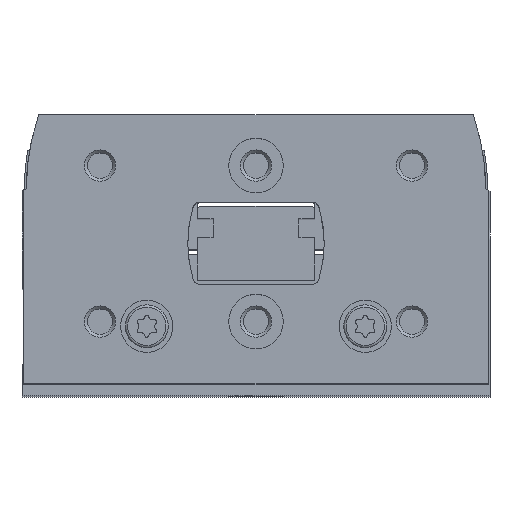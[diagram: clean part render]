
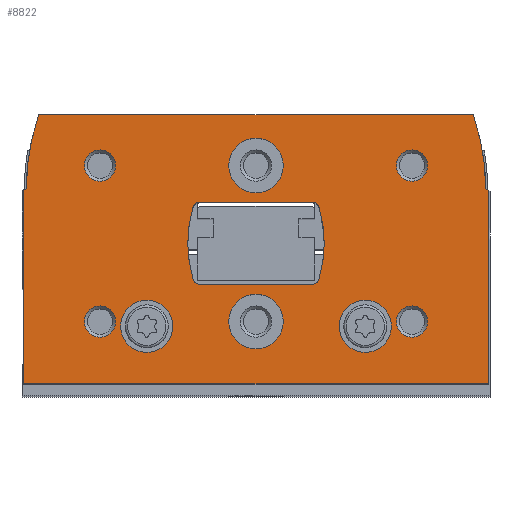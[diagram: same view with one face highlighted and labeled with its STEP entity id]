
A CAD part, top view. The second image highlights one B-rep face of the part: STEP entity #8822.
In plain terms, the highlighted planar face has unit normal (0, 0, 1).
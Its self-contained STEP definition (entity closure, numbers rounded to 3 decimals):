
#405=LINE('',#13670,#891);
#410=LINE('',#13680,#896);
#428=LINE('',#13726,#914);
#434=LINE('',#13738,#920);
#448=LINE('',#13811,#934);
#450=LINE('',#13814,#936);
#451=LINE('',#13846,#937);
#452=LINE('',#13866,#938);
#891=VECTOR('',#11227,1000.);
#896=VECTOR('',#11234,1000.);
#914=VECTOR('',#11270,1000.);
#920=VECTOR('',#11280,1000.);
#934=VECTOR('',#11336,1000.);
#936=VECTOR('',#11340,1000.);
#937=VECTOR('',#11373,1000.);
#938=VECTOR('',#11394,1000.);
#1193=PLANE('',#9579);
#2338=ORIENTED_EDGE('',*,*,#3897,.F.);
#2339=ORIENTED_EDGE('',*,*,#3898,.F.);
#2340=ORIENTED_EDGE('',*,*,#3899,.T.);
#2341=ORIENTED_EDGE('',*,*,#3900,.T.);
#2342=ORIENTED_EDGE('',*,*,#3901,.T.);
#2343=ORIENTED_EDGE('',*,*,#3902,.T.);
#2344=ORIENTED_EDGE('',*,*,#3903,.T.);
#2345=ORIENTED_EDGE('',*,*,#3904,.T.);
#2346=ORIENTED_EDGE('',*,*,#3859,.F.);
#2347=ORIENTED_EDGE('',*,*,#3878,.F.);
#2348=ORIENTED_EDGE('',*,*,#3871,.F.);
#2349=ORIENTED_EDGE('',*,*,#3868,.F.);
#2350=ORIENTED_EDGE('',*,*,#3905,.F.);
#2351=ORIENTED_EDGE('',*,*,#3906,.F.);
#2352=ORIENTED_EDGE('',*,*,#3907,.F.);
#2353=ORIENTED_EDGE('',*,*,#3862,.F.);
#2354=ORIENTED_EDGE('',*,*,#3846,.T.);
#2355=ORIENTED_EDGE('',*,*,#3840,.T.);
#2356=ORIENTED_EDGE('',*,*,#3880,.T.);
#2357=ORIENTED_EDGE('',*,*,#3811,.T.);
#2358=ORIENTED_EDGE('',*,*,#3816,.T.);
#2359=ORIENTED_EDGE('',*,*,#3820,.T.);
#2360=ORIENTED_EDGE('',*,*,#3896,.T.);
#2361=ORIENTED_EDGE('',*,*,#3852,.T.);
#3811=EDGE_CURVE('',#4691,#4690,#405,.T.);
#3816=EDGE_CURVE('',#4690,#4694,#410,.T.);
#3820=EDGE_CURVE('',#4694,#4696,#5246,.T.);
#3840=EDGE_CURVE('',#4711,#4713,#428,.T.);
#3846=EDGE_CURVE('',#4717,#4711,#434,.T.);
#3852=EDGE_CURVE('',#4722,#4717,#5252,.T.);
#3859=EDGE_CURVE('',#4726,#4727,#5255,.T.);
#3862=EDGE_CURVE('',#4727,#4728,#5256,.T.);
#3868=EDGE_CURVE('',#4732,#4733,#5259,.T.);
#3871=EDGE_CURVE('',#4733,#4735,#5260,.T.);
#3878=EDGE_CURVE('',#4735,#4726,#448,.T.);
#3880=EDGE_CURVE('',#4713,#4691,#450,.T.);
#3896=EDGE_CURVE('',#4696,#4722,#451,.T.);
#3897=EDGE_CURVE('',#4755,#4755,#5280,.T.);
#3898=EDGE_CURVE('',#4756,#4756,#5281,.T.);
#3899=EDGE_CURVE('',#4757,#4757,#5282,.T.);
#3900=EDGE_CURVE('',#4758,#4758,#5283,.T.);
#3901=EDGE_CURVE('',#4759,#4759,#5284,.T.);
#3902=EDGE_CURVE('',#4760,#4760,#5285,.T.);
#3903=EDGE_CURVE('',#4761,#4761,#5286,.T.);
#3904=EDGE_CURVE('',#4762,#4762,#5287,.T.);
#3905=EDGE_CURVE('',#4763,#4732,#5288,.T.);
#3906=EDGE_CURVE('',#4764,#4763,#452,.T.);
#3907=EDGE_CURVE('',#4728,#4764,#5289,.T.);
#4690=VERTEX_POINT('',#13669);
#4691=VERTEX_POINT('',#13671);
#4694=VERTEX_POINT('',#13679);
#4696=VERTEX_POINT('',#13686);
#4711=VERTEX_POINT('',#13720);
#4713=VERTEX_POINT('',#13725);
#4717=VERTEX_POINT('',#13736);
#4722=VERTEX_POINT('',#13751);
#4726=VERTEX_POINT('',#13765);
#4727=VERTEX_POINT('',#13767);
#4728=VERTEX_POINT('',#13775);
#4732=VERTEX_POINT('',#13788);
#4733=VERTEX_POINT('',#13790);
#4735=VERTEX_POINT('',#13799);
#4755=VERTEX_POINT('',#13849);
#4756=VERTEX_POINT('',#13851);
#4757=VERTEX_POINT('',#13853);
#4758=VERTEX_POINT('',#13855);
#4759=VERTEX_POINT('',#13857);
#4760=VERTEX_POINT('',#13859);
#4761=VERTEX_POINT('',#13861);
#4762=VERTEX_POINT('',#13863);
#4763=VERTEX_POINT('',#13865);
#4764=VERTEX_POINT('',#13867);
#5246=CIRCLE('',#9532,29.);
#5252=CIRCLE('',#9544,29.);
#5255=CIRCLE('',#9548,0.8);
#5256=CIRCLE('',#9550,16.);
#5259=CIRCLE('',#9554,16.);
#5260=CIRCLE('',#9556,0.8);
#5280=CIRCLE('',#9580,3.35);
#5281=CIRCLE('',#9581,3.35);
#5282=CIRCLE('',#9582,3.5);
#5283=CIRCLE('',#9583,3.5);
#5284=CIRCLE('',#9584,2.);
#5285=CIRCLE('',#9585,2.);
#5286=CIRCLE('',#9586,2.);
#5287=CIRCLE('',#9587,2.);
#5288=CIRCLE('',#9588,0.8);
#5289=CIRCLE('',#9589,0.8);
#5841=EDGE_LOOP('',(#2338));
#5842=EDGE_LOOP('',(#2339));
#5843=EDGE_LOOP('',(#2340));
#5844=EDGE_LOOP('',(#2341));
#5845=EDGE_LOOP('',(#2342));
#5846=EDGE_LOOP('',(#2343));
#5847=EDGE_LOOP('',(#2344));
#5848=EDGE_LOOP('',(#2345));
#5849=EDGE_LOOP('',(#2346,#2347,#2348,#2349,#2350,#2351,#2352,#2353));
#5850=EDGE_LOOP('',(#2354,#2355,#2356,#2357,#2358,#2359,#2360,#2361));
#6535=FACE_BOUND('',#5841,.T.);
#6536=FACE_BOUND('',#5842,.T.);
#6537=FACE_BOUND('',#5843,.T.);
#6538=FACE_BOUND('',#5844,.T.);
#6539=FACE_BOUND('',#5845,.T.);
#6540=FACE_BOUND('',#5846,.T.);
#6541=FACE_BOUND('',#5847,.T.);
#6542=FACE_BOUND('',#5848,.T.);
#6543=FACE_BOUND('',#5849,.T.);
#6544=FACE_BOUND('',#5850,.T.);
#8822=ADVANCED_FACE('',(#6535,#6536,#6537,#6538,#6539,#6540,#6541,#6542,
#6543,#6544),#1193,.T.);
#9532=AXIS2_PLACEMENT_3D('',#13687,#11241,#11242);
#9544=AXIS2_PLACEMENT_3D('',#13750,#11291,#11292);
#9548=AXIS2_PLACEMENT_3D('',#13766,#11302,#11303);
#9550=AXIS2_PLACEMENT_3D('',#13774,#11307,#11308);
#9554=AXIS2_PLACEMENT_3D('',#13789,#11317,#11318);
#9556=AXIS2_PLACEMENT_3D('',#13798,#11322,#11323);
#9579=AXIS2_PLACEMENT_3D('',#13847,#11374,#11375);
#9580=AXIS2_PLACEMENT_3D('',#13848,#11376,#11377);
#9581=AXIS2_PLACEMENT_3D('',#13850,#11378,#11379);
#9582=AXIS2_PLACEMENT_3D('',#13852,#11380,#11381);
#9583=AXIS2_PLACEMENT_3D('',#13854,#11382,#11383);
#9584=AXIS2_PLACEMENT_3D('',#13856,#11384,#11385);
#9585=AXIS2_PLACEMENT_3D('',#13858,#11386,#11387);
#9586=AXIS2_PLACEMENT_3D('',#13860,#11388,#11389);
#9587=AXIS2_PLACEMENT_3D('',#13862,#11390,#11391);
#9588=AXIS2_PLACEMENT_3D('',#13864,#11392,#11393);
#9589=AXIS2_PLACEMENT_3D('',#13868,#11395,#11396);
#11227=DIRECTION('',(0.,1.,0.));
#11234=DIRECTION('',(-0.866,0.5,0.));
#11241=DIRECTION('',(0.,0.,1.));
#11242=DIRECTION('',(1.,0.,0.));
#11270=DIRECTION('',(0.,-1.,0.));
#11280=DIRECTION('',(-0.866,-0.5,0.));
#11291=DIRECTION('',(0.,0.,1.));
#11292=DIRECTION('',(1.,0.,0.));
#11302=DIRECTION('',(0.,0.,1.));
#11303=DIRECTION('',(1.,0.,0.));
#11307=DIRECTION('',(0.,0.,1.));
#11308=DIRECTION('',(1.,0.,0.));
#11317=DIRECTION('',(0.,0.,1.));
#11318=DIRECTION('',(1.,0.,0.));
#11322=DIRECTION('',(0.,0.,1.));
#11323=DIRECTION('',(1.,0.,0.));
#11336=DIRECTION('',(-1.,0.,0.));
#11340=DIRECTION('',(1.,0.,0.));
#11373=DIRECTION('',(-1.,0.,0.));
#11374=DIRECTION('',(0.,0.,1.));
#11375=DIRECTION('',(1.,0.,0.));
#11376=DIRECTION('',(0.,0.,1.));
#11377=DIRECTION('',(1.,0.,0.));
#11378=DIRECTION('',(0.,0.,1.));
#11379=DIRECTION('',(1.,0.,0.));
#11380=DIRECTION('',(0.,0.,-1.));
#11381=DIRECTION('',(-1.,0.,0.));
#11382=DIRECTION('',(0.,0.,-1.));
#11383=DIRECTION('',(-1.,0.,0.));
#11384=DIRECTION('',(0.,0.,-1.));
#11385=DIRECTION('',(-1.,0.,0.));
#11386=DIRECTION('',(0.,0.,-1.));
#11387=DIRECTION('',(-1.,0.,0.));
#11388=DIRECTION('',(0.,0.,-1.));
#11389=DIRECTION('',(-1.,0.,0.));
#11390=DIRECTION('',(0.,0.,-1.));
#11391=DIRECTION('',(-1.,0.,0.));
#11392=DIRECTION('',(0.,0.,1.));
#11393=DIRECTION('',(1.,0.,0.));
#11394=DIRECTION('',(1.,0.,0.));
#11395=DIRECTION('',(0.,0.,1.));
#11396=DIRECTION('',(1.,0.,0.));
#13669=CARTESIAN_POINT('',(29.75,24.827,0.));
#13670=CARTESIAN_POINT('',(29.75,0.,0.));
#13671=CARTESIAN_POINT('',(29.75,0.,0.));
#13679=CARTESIAN_POINT('',(29.45,25.,0.));
#13680=CARTESIAN_POINT('',(29.75,24.827,0.));
#13686=CARTESIAN_POINT('',(27.85,34.5,0.));
#13687=CARTESIAN_POINT('',(0.45,25.,0.));
#13720=CARTESIAN_POINT('',(-29.75,24.827,0.));
#13725=CARTESIAN_POINT('',(-29.75,0.,0.));
#13726=CARTESIAN_POINT('',(-29.75,24.827,0.));
#13736=CARTESIAN_POINT('',(-29.45,25.,0.));
#13738=CARTESIAN_POINT('',(-29.45,25.,0.));
#13750=CARTESIAN_POINT('',(-0.45,25.,0.));
#13751=CARTESIAN_POINT('',(-27.85,34.5,0.));
#13765=CARTESIAN_POINT('',(-7.284,23.3,0.));
#13766=CARTESIAN_POINT('',(-7.284,22.5,0.));
#13767=CARTESIAN_POINT('',(-8.049,22.734,0.));
#13774=CARTESIAN_POINT('',(7.25,18.05,0.));
#13775=CARTESIAN_POINT('',(-8.049,13.366,0.));
#13788=CARTESIAN_POINT('',(8.049,13.366,0.));
#13789=CARTESIAN_POINT('',(-7.25,18.05,0.));
#13790=CARTESIAN_POINT('',(8.049,22.734,0.));
#13798=CARTESIAN_POINT('',(7.284,22.5,0.));
#13799=CARTESIAN_POINT('',(7.284,23.3,0.));
#13811=CARTESIAN_POINT('',(7.284,23.3,0.));
#13814=CARTESIAN_POINT('',(-29.75,0.,0.));
#13846=CARTESIAN_POINT('',(27.85,34.5,0.));
#13847=CARTESIAN_POINT('',(0.45,25.,0.));
#13848=CARTESIAN_POINT('',(-14.,7.4,0.));
#13849=CARTESIAN_POINT('',(-10.65,7.4,0.));
#13850=CARTESIAN_POINT('',(14.,7.4,0.));
#13851=CARTESIAN_POINT('',(17.35,7.4,0.));
#13852=CARTESIAN_POINT('',(0.,8.,0.));
#13853=CARTESIAN_POINT('',(-3.5,8.,0.));
#13854=CARTESIAN_POINT('',(0.,28.,0.));
#13855=CARTESIAN_POINT('',(-3.5,28.,0.));
#13856=CARTESIAN_POINT('',(20.,8.,0.));
#13857=CARTESIAN_POINT('',(18.,8.,0.));
#13858=CARTESIAN_POINT('',(-20.,8.,0.));
#13859=CARTESIAN_POINT('',(-22.,8.,0.));
#13860=CARTESIAN_POINT('',(-20.,28.,0.));
#13861=CARTESIAN_POINT('',(-22.,28.,0.));
#13862=CARTESIAN_POINT('',(20.,28.,0.));
#13863=CARTESIAN_POINT('',(18.,28.,0.));
#13864=CARTESIAN_POINT('',(7.284,13.6,0.));
#13865=CARTESIAN_POINT('',(7.284,12.8,0.));
#13866=CARTESIAN_POINT('',(-7.284,12.8,0.));
#13867=CARTESIAN_POINT('',(-7.284,12.8,0.));
#13868=CARTESIAN_POINT('',(-7.284,13.6,0.));
